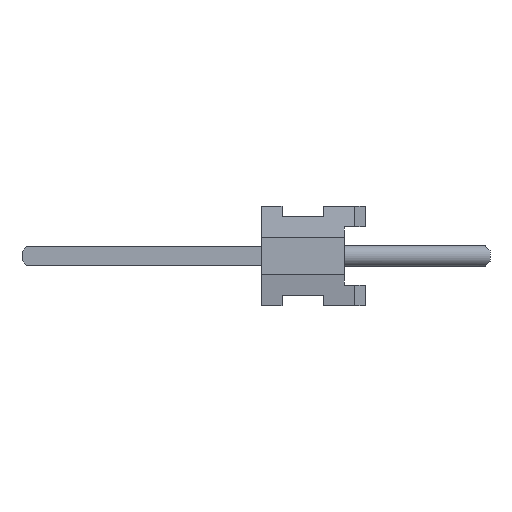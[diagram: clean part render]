
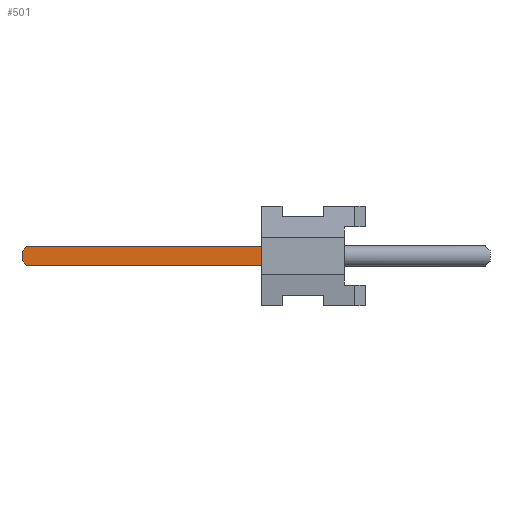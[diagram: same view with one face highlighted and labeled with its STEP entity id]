
A CAD part, left-side view. The second image highlights one B-rep face of the part: STEP entity #501.
In plain terms, the highlighted planar face has unit normal (-1, 0, 0).
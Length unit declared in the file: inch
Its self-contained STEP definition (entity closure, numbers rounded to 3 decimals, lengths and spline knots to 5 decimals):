
#501 = ADVANCED_FACE( '', ( #1177 ), #1178, .F. );
#1177 = FACE_OUTER_BOUND( '', #2033, .T. );
#1178 = PLANE( '', #2034 );
#2033 = EDGE_LOOP( '', ( #3483, #3484, #3485, #3486, #3487, #3488 ) );
#2034 = AXIS2_PLACEMENT_3D( '', #3489, #3490, #3491 );
#3483 = ORIENTED_EDGE( '', *, *, #5405, .F. );
#3484 = ORIENTED_EDGE( '', *, *, #5805, .F. );
#3485 = ORIENTED_EDGE( '', *, *, #5806, .F. );
#3486 = ORIENTED_EDGE( '', *, *, #5807, .F. );
#3487 = ORIENTED_EDGE( '', *, *, #5730, .F. );
#3488 = ORIENTED_EDGE( '', *, *, #5808, .F. );
#3489 = CARTESIAN_POINT( '', ( -0.134, 0., 0. ) );
#3490 = DIRECTION( '', ( 1., 0., 0. ) );
#3491 = DIRECTION( '', ( 0., 0., -1. ) );
#5405 = EDGE_CURVE( '', #6563, #6565, #6566, .T. );
#5730 = EDGE_CURVE( '', #7123, #7125, #7126, .T. );
#5805 = EDGE_CURVE( '', #7246, #6563, #7247, .T. );
#5806 = EDGE_CURVE( '', #7248, #7246, #7249, .T. );
#5807 = EDGE_CURVE( '', #7125, #7248, #7250, .T. );
#5808 = EDGE_CURVE( '', #6565, #7123, #7251, .T. );
#6563 = VERTEX_POINT( '', #8240 );
#6565 = VERTEX_POINT( '', #8243 );
#6566 = LINE( '', #8244, #8245 );
#7123 = VERTEX_POINT( '', #9078 );
#7125 = VERTEX_POINT( '', #9081 );
#7126 = LINE( '', #9082, #9083 );
#7246 = VERTEX_POINT( '', #9262 );
#7247 = LINE( '', #9263, #9264 );
#7248 = VERTEX_POINT( '', #9265 );
#7249 = LINE( '', #9266, #9267 );
#7250 = LINE( '', #9268, #9269 );
#7251 = LINE( '', #9270, #9271 );
#8240 = CARTESIAN_POINT( '', ( -0.134, 0.3255, -0.009 ) );
#8243 = CARTESIAN_POINT( '', ( -0.134, 0.33, -0.0045 ) );
#8244 = CARTESIAN_POINT( '', ( -0.134, 0.3255, -0.009 ) );
#8245 = VECTOR( '', #10317, 39.37008 );
#9078 = CARTESIAN_POINT( '', ( -0.134, 0.33, 0.0045 ) );
#9081 = CARTESIAN_POINT( '', ( -0.134, 0.3255, 0.009 ) );
#9082 = CARTESIAN_POINT( '', ( -0.134, 0.33, 0.0045 ) );
#9083 = VECTOR( '', #10610, 39.37008 );
#9262 = CARTESIAN_POINT( '', ( -0.134, 0.07, -0.009 ) );
#9263 = CARTESIAN_POINT( '', ( -0.134, 0.07, -0.009 ) );
#9264 = VECTOR( '', #10670, 39.37008 );
#9265 = CARTESIAN_POINT( '', ( -0.134, 0.07, 0.009 ) );
#9266 = CARTESIAN_POINT( '', ( -0.134, 0.07, 0. ) );
#9267 = VECTOR( '', #10671, 39.37008 );
#9268 = CARTESIAN_POINT( '', ( -0.134, 0.3255, 0.009 ) );
#9269 = VECTOR( '', #10672, 39.37008 );
#9270 = CARTESIAN_POINT( '', ( -0.134, 0.33, -0.0045 ) );
#9271 = VECTOR( '', #10673, 39.37008 );
#10317 = DIRECTION( '', ( 0., 0.707, 0.707 ) );
#10610 = DIRECTION( '', ( 0., -0.707, 0.707 ) );
#10670 = DIRECTION( '', ( 0., 1., 0. ) );
#10671 = DIRECTION( '', ( 0., 0., -1. ) );
#10672 = DIRECTION( '', ( 0., -1., 0. ) );
#10673 = DIRECTION( '', ( 0., 0., 1. ) );
